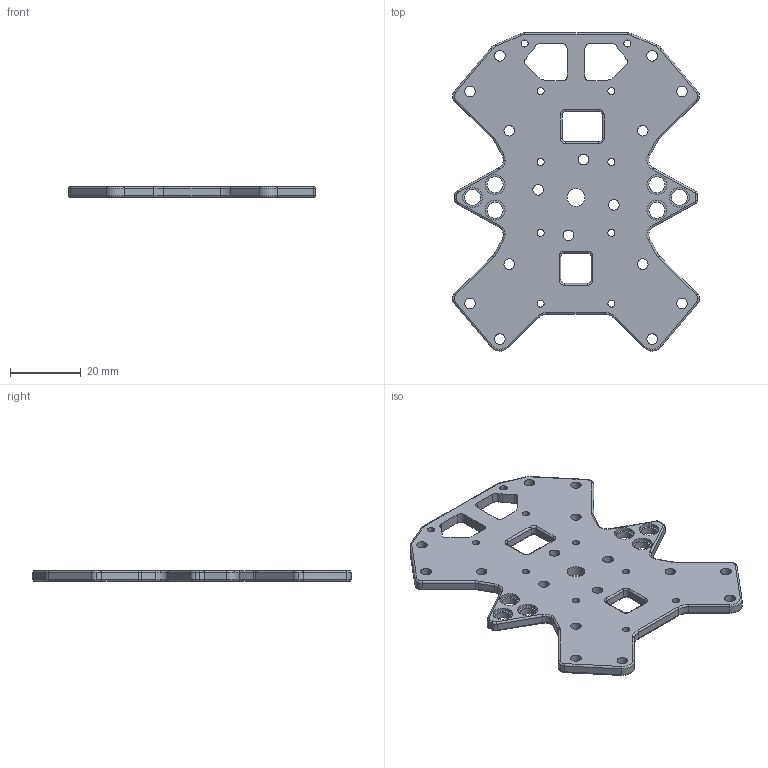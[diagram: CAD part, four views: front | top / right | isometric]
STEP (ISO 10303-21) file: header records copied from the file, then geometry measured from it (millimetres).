
FILE_DESCRIPTION (( 'STEP AP214' ), '1' );
FILE_NAME ('4_儂旋狟啣_3mm_1跺.STEP', '2024-06-12T07:26:11', ( '' ), ( '' ), 'SwSTEP 2.0', 'SolidWorks 2021', '' );
FILE_SCHEMA (( 'AUTOMOTIVE_DESIGN' ));
Length unit declared in the file: millimetre
Products named in the file (1): 4_儂旋狟啣_3mm_1跺
Bounding box: 69.72 x 89.86 x 3 mm (x, y, z)
Volume: 11924.7 mm3; surface area: 10273.8 mm2
Topology: 1 solids, 1 shells, 313 faces, 787 edges, 482 vertices
Faces by surface type: cylinder 191, torus 72, plane 50
Entity records: 9649 total; most frequent: DIRECTION 1885, CARTESIAN_POINT 1583, ORIENTED_EDGE 1574, EDGE_CURVE 787, AXIS2_PLACEMENT_3D 784, VERTEX_POINT 482, CIRCLE 470, EDGE_LOOP 393
